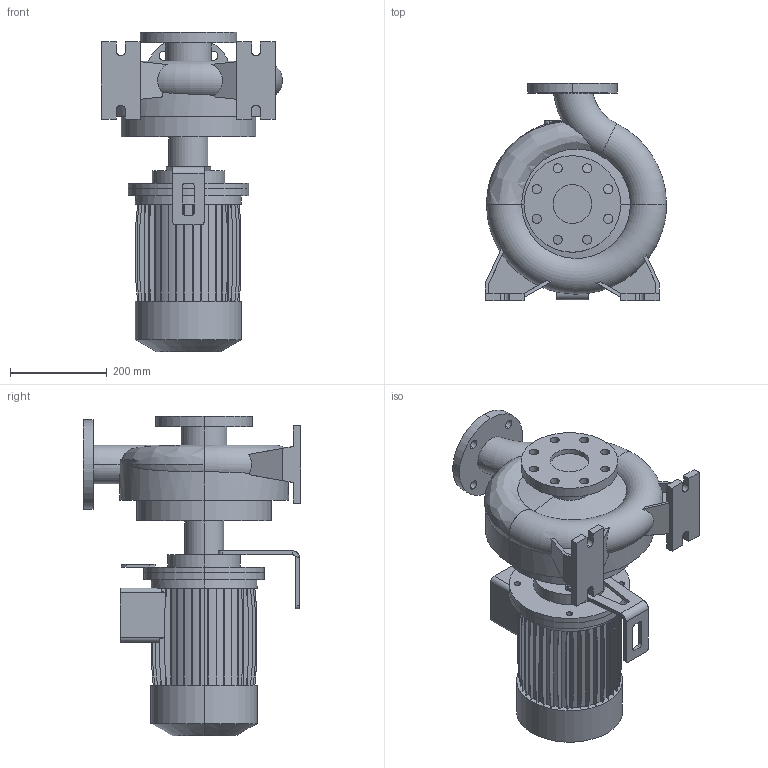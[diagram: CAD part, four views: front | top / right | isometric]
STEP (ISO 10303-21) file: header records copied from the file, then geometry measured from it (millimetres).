
FILE_DESCRIPTION (( 'STEP AP214' ), '1' );
FILE_NAME ('10014915swa01.step', '2024-11-06T08:19:06', ( '' ), ( '' ), 'SwSTEP 2.0', 'SolidWorks 2023', '' );
FILE_SCHEMA (( 'AUTOMOTIVE_DESIGN' ));
Length unit declared in the file: millimetre
Products named in the file (4): 10020259swp00_200-107; 10018072swp02_F B5-V1 112M 24 4 IE4 50; 10014915swa01; 10013568swp01_4_65-250_3.66.713_10010930_3.92.281_10010971
Assembly tree (3 placements, depth 2):
  10014915swa01
    10013568swp01_4_65-250_3.66.713_10010930_3.92.281_10010971
    10018072swp02_F B5-V1 112M 24 4 IE4 50
    10020259swp00_200-107
Bounding box: 375 x 450 x 662 mm (x, y, z)
Volume: 29205448.4 mm3; surface area: 1300522.1 mm2
Topology: 4 solids, 4 shells, 474 faces, 1339 edges, 888 vertices
Faces by surface type: plane 323, cylinder 131, cone 9, torus 7, bspline 4
Entity records: 17123 total; most frequent: CARTESIAN_POINT 4508, ORIENTED_EDGE 2674, DIRECTION 2501, EDGE_CURVE 1337, VECTOR 993, LINE 993, VERTEX_POINT 888, AXIS2_PLACEMENT_3D 754
